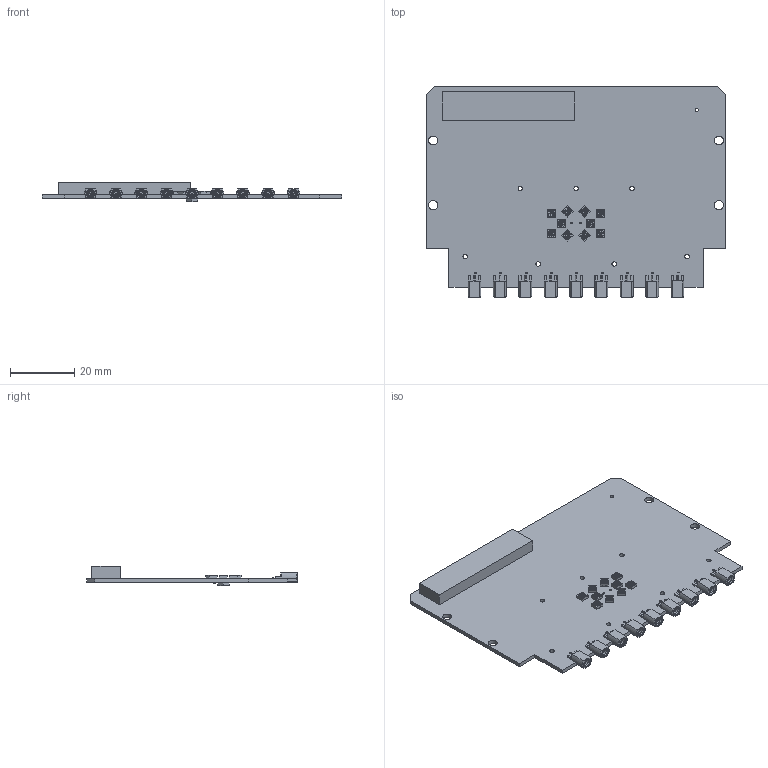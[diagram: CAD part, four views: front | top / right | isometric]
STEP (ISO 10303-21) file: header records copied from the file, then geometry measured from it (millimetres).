
FILE_DESCRIPTION(('Open CASCADE Model'),'2;1');
FILE_NAME('Open CASCADE Shape Model','2024-05-16T10:52:53',('Author'),( 'Open CASCADE'),'Open CASCADE STEP processor 7.5','Open CASCADE 7.5' ,'Unknown');
FILE_SCHEMA(('AUTOMOTIVE_DESIGN { 1 0 10303 214 1 1 1 1 }'));
Length unit declared in the file: millimetre
Products named in the file (45): PCB; Board; Open CASCADE STEP translator 7.5 1.1.1; R12; Res_Panasonic_Electronic_Components_ERJ-1GNF4872C_eec; 1; 2; 3; Panasonic Logo; R11; R10; R9; R8; R7; R6; R5; R4; R3; R2; R1; J1; 6576044208; Extruded; U15; MM5130_model; U14; U13; U12; U11; U10; U9; U8; U3; U2; RFC1; PE44490_3D_RGB8421504; RF_10; RF_9; RF_12; RF_11 ...
Assembly tree (73 placements, depth 4):
  PCB
    Board
      Open CASCADE STEP translator 7.5 1.1.1
    R12
      Res_Panasonic_Electronic_Components_ERJ-1GNF4872C_eec
        1
        2
        3
        Panasonic Logo
    R11
      Res_Panasonic_Electronic_Components_ERJ-1GNF4872C_eec
        1
        2
        3
        Panasonic Logo
    R10
      Res_Panasonic_Electronic_Components_ERJ-1GNF4872C_eec
        1
        2
        3
        Panasonic Logo
    R9
      Res_Panasonic_Electronic_Components_ERJ-1GNF4872C_eec
        1
        2
        3
        Panasonic Logo
    R8
      Res_Panasonic_Electronic_Components_ERJ-1GNF4872C_eec
        1
        2
        3
        Panasonic Logo
    R7
      Res_Panasonic_Electronic_Components_ERJ-1GNF4872C_eec
        1
        2
        3
        Panasonic Logo
    R6
      Res_Panasonic_Electronic_Components_ERJ-1GNF4872C_eec
        1
        2
        3
        Panasonic Logo
    R5
      Res_Panasonic_Electronic_Components_ERJ-1GNF4872C_eec
        1
        2
        3
        Panasonic Logo
    R4
      Res_Panasonic_Electronic_Components_ERJ-1GNF4872C_eec
        1
        2
        3
        Panasonic Logo
    R3
      Res_Panasonic_Electronic_Components_ERJ-1GNF4872C_eec
        1
Bounding box: 93.22 x 65.61 x 6.01 mm (x, y, z)
Volume: 8629.5 mm3; surface area: 14075.4 mm2
Topology: 190 solids, 190 shells, 6704 faces, 17583 edges, 11191 vertices
Faces by surface type: plane 3877, bspline 2066, cylinder 370, sphere 319, cone 72
Full cylindrical faces by diameter (mm): 0.8 x34, 1.016 x1, 1.396 x7, 2.794 x4
Entity records: 23875 total; most frequent: CARTESIAN_POINT 6240, ORIENTED_EDGE 3584, DIRECTION 2834, EDGE_CURVE 1792, LINE 1216, VECTOR 1216, VERTEX_POINT 1167, FACE_BOUND 840
